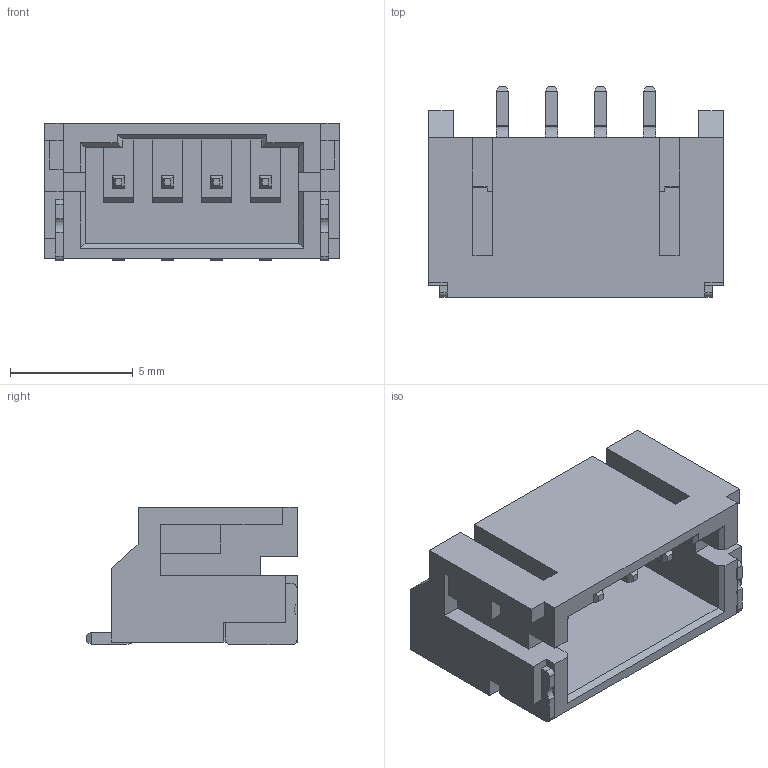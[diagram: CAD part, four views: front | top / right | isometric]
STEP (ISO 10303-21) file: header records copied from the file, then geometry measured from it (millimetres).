
FILE_DESCRIPTION (( 'STEP AP214' ), '1' );
FILE_NAME ('CONN-SMD_WAFER-200W-4P.step', '2022-07-29T15:00:12', ( '' ), ( '' ), 'SwSTEP 2.0', 'SolidWorks 2020', '' );
FILE_SCHEMA (( 'AUTOMOTIVE_DESIGN' ));
Length unit declared in the file: millimetre
Products named in the file (1): CONN-SMD_WAFER-200W-4P
Bounding box: 12 x 8.6 x 5.62 mm (x, y, z)
Volume: 244 mm3; surface area: 608.8 mm2
Topology: 14 solids, 14 shells, 545 faces, 1467 edges, 962 vertices
Faces by surface type: plane 409, bspline 112, cylinder 24
Entity records: 24179 total; most frequent: CARTESIAN_POINT 5079, ORIENTED_EDGE 2934, DIRECTION 2159, EDGE_CURVE 1467, LINE 1187, VECTOR 1187, VERTEX_POINT 962, EDGE_LOOP 573
